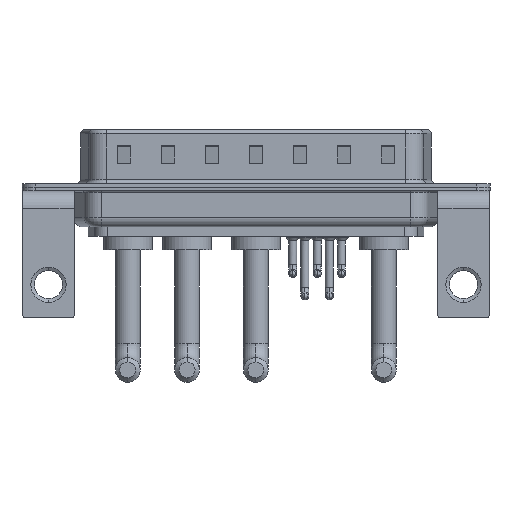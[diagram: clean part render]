
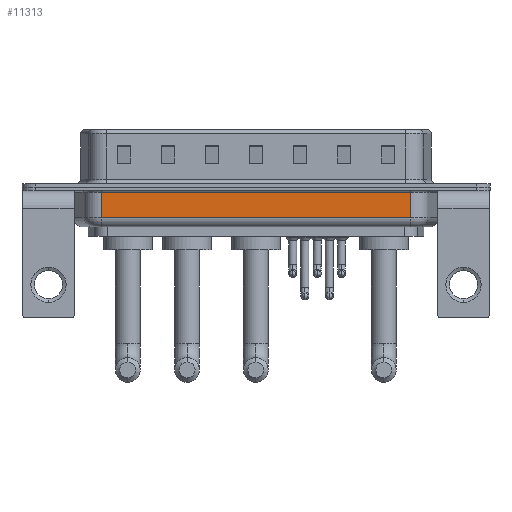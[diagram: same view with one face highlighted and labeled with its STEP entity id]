
A CAD part, front view. The second image highlights one B-rep face of the part: STEP entity #11313.
In plain terms, the highlighted planar face has unit normal (0, -1, 0).
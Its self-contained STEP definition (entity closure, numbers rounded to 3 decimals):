
#691 = CARTESIAN_POINT ( 'NONE',  ( 6.006, -5.35, -4.5 ) ) ;
#1772 = DIRECTION ( 'NONE',  ( 1., 0., 0. ) ) ;
#3500 = ORIENTED_EDGE ( 'NONE', *, *, #9580, .F. ) ;
#4898 = VERTEX_POINT ( 'NONE', #18661 ) ;
#4970 = VERTEX_POINT ( 'NONE', #13838 ) ;
#7072 = LINE ( 'NONE', #10721, #21477 ) ;
#7104 = LINE ( 'NONE', #12158, #15457 ) ;
#7897 = LINE ( 'NONE', #13316, #14874 ) ;
#7994 = EDGE_CURVE ( 'NONE', #4898, #4970, #7897, .T. ) ;
#8842 = VERTEX_POINT ( 'NONE', #13000 ) ;
#9580 = EDGE_CURVE ( 'NONE', #23043, #8842, #17762, .T. ) ;
#10499 = ORIENTED_EDGE ( 'NONE', *, *, #16814, .T. ) ;
#10702 = EDGE_LOOP ( 'NONE', ( #3500, #10499, #18475, #11007 ) ) ;
#10721 = CARTESIAN_POINT ( 'NONE',  ( 6.006, -5.35, -3.5 ) ) ;
#11007 = ORIENTED_EDGE ( 'NONE', *, *, #20889, .T. ) ;
#11313 = ADVANCED_FACE ( 'NONE', ( #16927 ), #22420, .F. ) ;
#12158 = CARTESIAN_POINT ( 'NONE',  ( 6.006, -5.35, -0.65 ) ) ;
#13000 = CARTESIAN_POINT ( 'NONE',  ( 6.006, -5.35, -0.65 ) ) ;
#13200 = DIRECTION ( 'NONE',  ( 0., 0., 1. ) ) ;
#13316 = CARTESIAN_POINT ( 'NONE',  ( 41.044, -5.35, -4.5 ) ) ;
#13838 = CARTESIAN_POINT ( 'NONE',  ( 41.044, -5.35, -0.65 ) ) ;
#13888 = DIRECTION ( 'NONE',  ( 0., 0., 1. ) ) ;
#13925 = DIRECTION ( 'NONE',  ( -1., 0., 0. ) ) ;
#14222 = AXIS2_PLACEMENT_3D ( 'NONE', #691, #18568, #15517 ) ;
#14874 = VECTOR ( 'NONE', #13200, 1000. ) ;
#15074 = CARTESIAN_POINT ( 'NONE',  ( 6.006, -5.35, -3.5 ) ) ;
#15457 = VECTOR ( 'NONE', #13925, 1000. ) ;
#15517 = DIRECTION ( 'NONE',  ( 0., 0., 1. ) ) ;
#15681 = VECTOR ( 'NONE', #13888, 1000. ) ;
#16814 = EDGE_CURVE ( 'NONE', #23043, #4898, #7072, .T. ) ;
#16927 = FACE_OUTER_BOUND ( 'NONE', #10702, .T. ) ;
#17762 = LINE ( 'NONE', #19163, #15681 ) ;
#18475 = ORIENTED_EDGE ( 'NONE', *, *, #7994, .T. ) ;
#18568 = DIRECTION ( 'NONE',  ( 0., 1., 0. ) ) ;
#18661 = CARTESIAN_POINT ( 'NONE',  ( 41.044, -5.35, -3.5 ) ) ;
#19163 = CARTESIAN_POINT ( 'NONE',  ( 6.006, -5.35, -4.5 ) ) ;
#20889 = EDGE_CURVE ( 'NONE', #4970, #8842, #7104, .T. ) ;
#21477 = VECTOR ( 'NONE', #1772, 1000. ) ;
#22420 = PLANE ( 'NONE',  #14222 ) ;
#23043 = VERTEX_POINT ( 'NONE', #15074 ) ;
